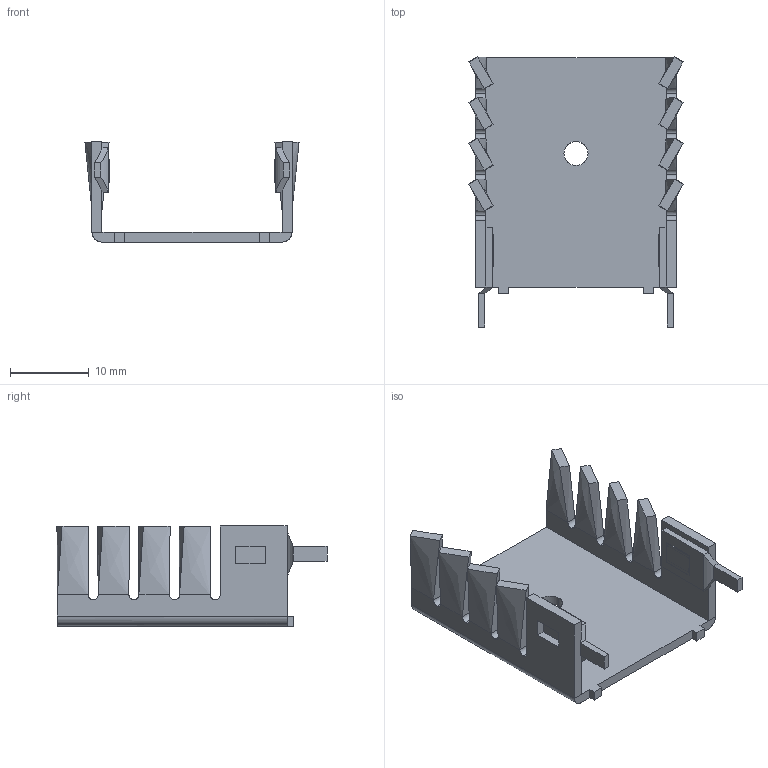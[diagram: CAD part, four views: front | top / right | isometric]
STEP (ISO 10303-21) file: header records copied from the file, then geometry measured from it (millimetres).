
FILE_DESCRIPTION((''), '2;1');
FILE_NAME( 'output_file', '2009-06-07T17:44:47-07:00', (''), (''), 'SolveSpace', '', '');
FILE_SCHEMA (('CONFIG_CONTROL_DESIGN'));
Length unit declared in the file: millimetre
Products named in the file (1): 1
Bounding box: 27.18 x 34.3 x 12.7 mm (x, y, z)
Surface area: 3551.6 mm2 (no closed solid volume)
Topology: 0 solids, 164 shells, 164 faces, 768 edges, 768 vertices
Faces by surface type: bspline 164
Entity records: 7726 total; most frequent: CARTESIAN_POINT 3257, VERTEX_POINT 768, EDGE_CURVE 768, ORIENTED_EDGE 768, EDGE_LOOP 172, PRESENTATION_LAYER_ASSIGNMENT 164, MECHANICAL_DESIGN_GEOMETRIC_PRESENTATION_REPRESENTATION 164, STYLED_ITEM 164
